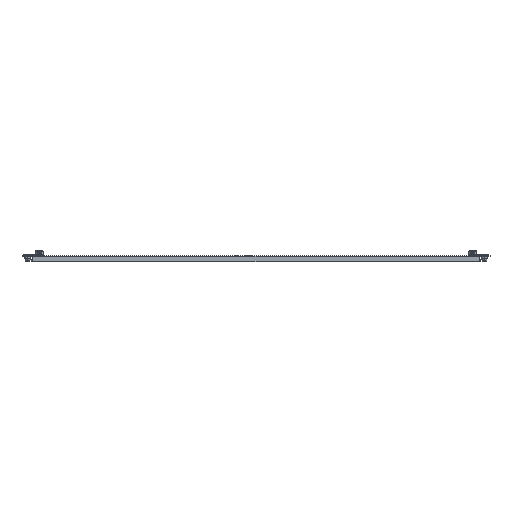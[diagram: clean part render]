
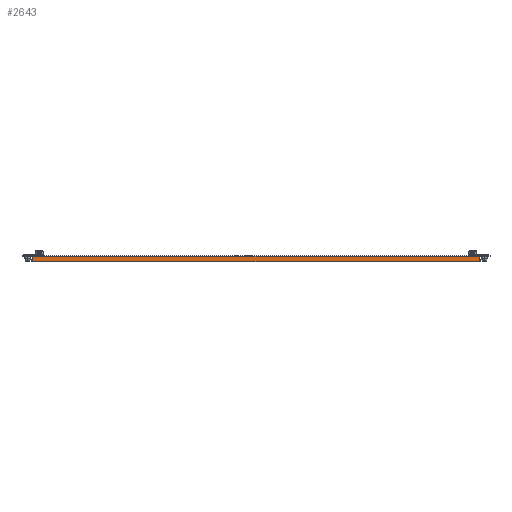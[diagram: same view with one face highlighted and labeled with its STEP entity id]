
A CAD part, front view. The second image highlights one B-rep face of the part: STEP entity #2643.
In plain terms, the highlighted planar face has unit normal (0, -1, 0).
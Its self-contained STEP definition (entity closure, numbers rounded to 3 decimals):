
#1140=DIRECTION('',(0.,0.,1.));
#1141=VECTOR('',#1140,1.);
#1142=CARTESIAN_POINT('',(625.,-300.,-1.));
#1143=LINE('',#1142,#1141);
#1259=DIRECTION('',(1.,0.,0.));
#1260=VECTOR('',#1259,750.);
#1261=CARTESIAN_POINT('',(-125.,-300.,0.));
#1262=LINE('',#1261,#1260);
#1266=DIRECTION('',(-1.,0.,0.));
#1267=VECTOR('',#1266,17.);
#1268=CARTESIAN_POINT('',(625.,-300.,-1.));
#1269=LINE('',#1268,#1267);
#1273=DIRECTION('',(-1.,0.,0.));
#1274=VECTOR('',#1273,716.);
#1275=CARTESIAN_POINT('',(608.,-300.,-10.));
#1276=LINE('',#1275,#1274);
#1280=DIRECTION('',(0.,0.,1.));
#1281=VECTOR('',#1280,9.);
#1282=CARTESIAN_POINT('',(-108.,-300.,-10.));
#1283=LINE('',#1282,#1281);
#1287=DIRECTION('',(-1.,0.,0.));
#1288=VECTOR('',#1287,17.);
#1289=CARTESIAN_POINT('',(-108.,-300.,-1.));
#1290=LINE('',#1289,#1288);
#1294=DIRECTION('',(0.,0.,1.));
#1295=VECTOR('',#1294,1.);
#1296=CARTESIAN_POINT('',(-125.,-300.,-1.));
#1297=LINE('',#1296,#1295);
#1301=DIRECTION('',(0.,0.,1.));
#1302=VECTOR('',#1301,9.);
#1303=CARTESIAN_POINT('',(608.,-300.,-10.));
#1304=LINE('',#1303,#1302);
#1357=CARTESIAN_POINT('',(-125.,-300.,0.));
#1359=VERTEX_POINT('',#1357);
#1415=CARTESIAN_POINT('',(-125.,-300.,-1.));
#1416=VERTEX_POINT('',#1415);
#1417=CARTESIAN_POINT('',(-108.,-300.,-1.));
#1418=VERTEX_POINT('',#1417);
#1474=CARTESIAN_POINT('',(-108.,-300.,-10.));
#1476=VERTEX_POINT('',#1474);
#1530=CARTESIAN_POINT('',(608.,-300.,-1.));
#1532=VERTEX_POINT('',#1530);
#1533=CARTESIAN_POINT('',(625.,-300.,-1.));
#1534=VERTEX_POINT('',#1533);
#1591=CARTESIAN_POINT('',(608.,-300.,-10.));
#1593=VERTEX_POINT('',#1591);
#1595=CARTESIAN_POINT('',(625.,-300.,0.));
#1596=VERTEX_POINT('',#1595);
#2625=CARTESIAN_POINT('',(-125.,-300.,0.));
#2626=DIRECTION('',(0.,-1.,0.));
#2627=DIRECTION('',(1.,0.,0.));
#2628=AXIS2_PLACEMENT_3D('',#2625,#2626,#2627);
#2629=PLANE('',#2628);
#2630=ORIENTED_EDGE('',*,*,#1606,.T.);
#2631=ORIENTED_EDGE('',*,*,#2534,.F.);
#2632=ORIENTED_EDGE('',*,*,#1783,.T.);
#2634=ORIENTED_EDGE('',*,*,#2633,.F.);
#2636=ORIENTED_EDGE('',*,*,#2635,.T.);
#2638=ORIENTED_EDGE('',*,*,#2637,.T.);
#2639=ORIENTED_EDGE('',*,*,#1775,.T.);
#2640=ORIENTED_EDGE('',*,*,#2618,.T.);
#2641=EDGE_LOOP('',(#2630,#2631,#2632,#2634,#2636,#2638,#2639,#2640));
#2642=FACE_OUTER_BOUND('',#2641,.F.);
#1606=EDGE_CURVE('',#1359,#1596,#1262,.T.);
#1775=EDGE_CURVE('',#1418,#1416,#1290,.T.);
#1783=EDGE_CURVE('',#1534,#1532,#1269,.T.);
#2534=EDGE_CURVE('',#1534,#1596,#1143,.T.);
#2618=EDGE_CURVE('',#1416,#1359,#1297,.T.);
#2633=EDGE_CURVE('',#1593,#1532,#1304,.T.);
#2635=EDGE_CURVE('',#1593,#1476,#1276,.T.);
#2637=EDGE_CURVE('',#1476,#1418,#1283,.T.);
#2643=ADVANCED_FACE('',(#2642),#2629,.T.);
